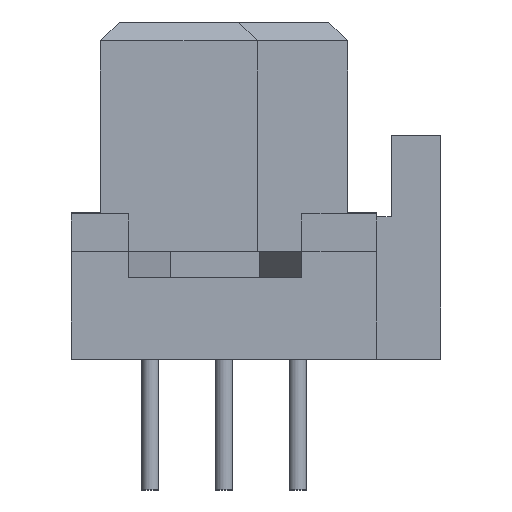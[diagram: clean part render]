
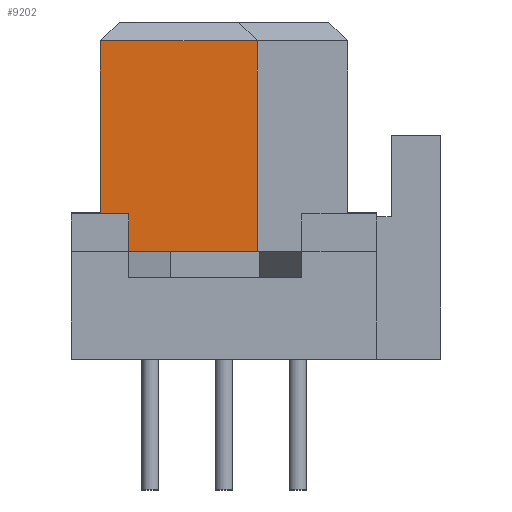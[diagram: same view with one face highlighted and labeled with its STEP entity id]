
A CAD part, front view. The second image highlights one B-rep face of the part: STEP entity #9202.
In plain terms, the highlighted planar face has unit normal (0, -1, 0).
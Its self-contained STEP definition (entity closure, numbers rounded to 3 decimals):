
#9077=CARTESIAN_POINT('',(3.69,-81.87,10.95));
#9078=VERTEX_POINT('',#9077);
#9108=CARTESIAN_POINT('',(-1.71,-81.87,10.95));
#9109=VERTEX_POINT('',#9108);
#9116=CARTESIAN_POINT('',(-1.71,-81.87,10.95));
#9117=DIRECTION('',(1.0,0.0,0.0));
#9118=VECTOR('',#9117,5.4);
#9119=LINE('',#9116,#9118);
#9120=EDGE_CURVE('',#9109,#9078,#9119,.T.);
#9154=CARTESIAN_POINT('',(3.69,-81.87,3.7));
#9155=VERTEX_POINT('',#9154);
#9156=CARTESIAN_POINT('',(3.69,-81.87,10.95));
#9157=DIRECTION('',(0.0,0.0,-1.0));
#9158=VECTOR('',#9157,7.25);
#9159=LINE('',#9156,#9158);
#9160=EDGE_CURVE('',#9078,#9155,#9159,.T.);
#9179=CARTESIAN_POINT('',(-1.71,-81.87,11.6));
#9180=DIRECTION('',(0.0,-1.0,0.0));
#9181=DIRECTION('',(0.0,0.0,-1.0));
#9182=AXIS2_PLACEMENT_3D('',#9179,#9180,#9181);
#9183=PLANE('',#9182);
#9184=ORIENTED_EDGE('',*,*,#9120,.F.);
#9185=CARTESIAN_POINT('',(-1.71,-81.87,3.7));
#9186=VERTEX_POINT('',#9185);
#9187=CARTESIAN_POINT('',(-1.71,-81.87,10.95));
#9188=DIRECTION('',(0.0,0.0,-1.0));
#9189=VECTOR('',#9188,7.25);
#9190=LINE('',#9187,#9189);
#9191=EDGE_CURVE('',#9109,#9186,#9190,.T.);
#9192=ORIENTED_EDGE('',*,*,#9191,.T.);
#9193=CARTESIAN_POINT('',(-1.71,-81.87,3.7));
#9194=DIRECTION('',(1.0,0.0,0.0));
#9195=VECTOR('',#9194,5.4);
#9196=LINE('',#9193,#9195);
#9197=EDGE_CURVE('',#9186,#9155,#9196,.T.);
#9198=ORIENTED_EDGE('',*,*,#9197,.T.);
#9199=ORIENTED_EDGE('',*,*,#9160,.F.);
#9200=EDGE_LOOP('',(#9184,#9192,#9198,#9199));
#9201=FACE_OUTER_BOUND('',#9200,.T.);
#9202=ADVANCED_FACE('',(#9201),#9183,.T.);
